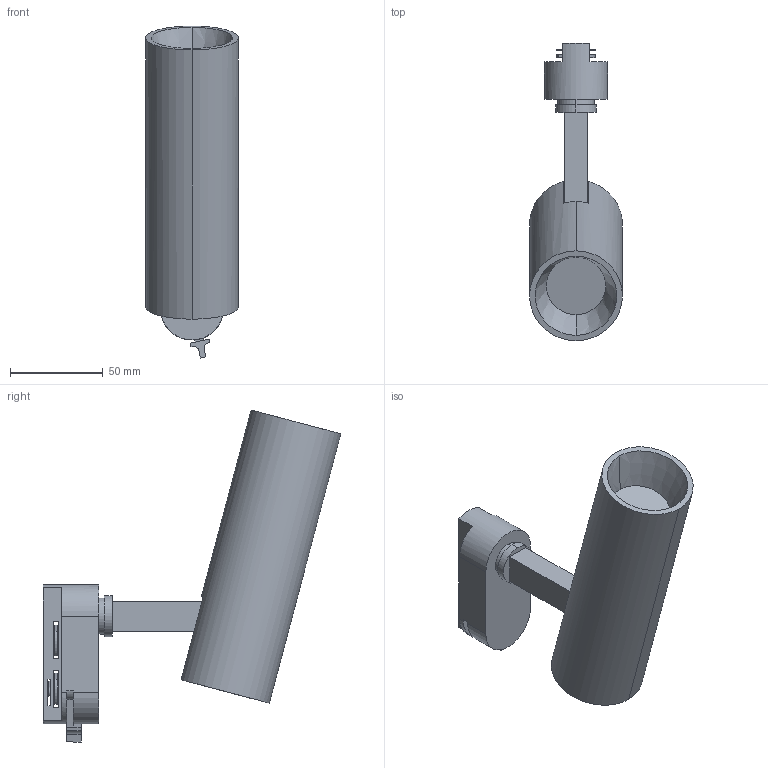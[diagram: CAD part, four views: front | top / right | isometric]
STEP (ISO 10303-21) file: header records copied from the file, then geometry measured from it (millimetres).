
FILE_DESCRIPTION (( 'STEP AP203' ), '1' );
FILE_NAME ('SL-TL3-10W装配体1.STEP', '2023-08-01T02:27:34', ( '微软用户' ), ( '微软中国' ), 'SwSTEP 2.0', 'SolidWorks 2016', '' );
FILE_SCHEMA (( 'CONFIG_CONTROL_DESIGN' ));
Length unit declared in the file: millimetre
Products named in the file (5): SL-TL3寢耋芛覃誹ん2; SL-TL3-10W蚾饜极1; SL-TL3-10W寢耋芛; SL-TL3-10W俋褲; SL-TL3寢耋芛覃誹ん-10w
Assembly tree (4 placements, depth 2):
  SL-TL3-10W蚾饜极1
    SL-TL3-10W寢耋芛
    SL-TL3-10W俋褲
    SL-TL3寢耋芛覃誹ん-10w
    SL-TL3寢耋芛覃誹ん2
Bounding box: 50 x 160.22 x 178.73 mm (x, y, z)
Volume: 330711.1 mm3; surface area: 50517.9 mm2
Topology: 4 solids, 4 shells, 127 faces, 308 edges, 204 vertices
Faces by surface type: plane 83, cylinder 42, cone 2
Entity records: 4267 total; most frequent: DIRECTION 674, CARTESIAN_POINT 646, ORIENTED_EDGE 616, EDGE_CURVE 308, AXIS2_PLACEMENT_3D 232, VECTOR 210, LINE 210, VERTEX_POINT 204
